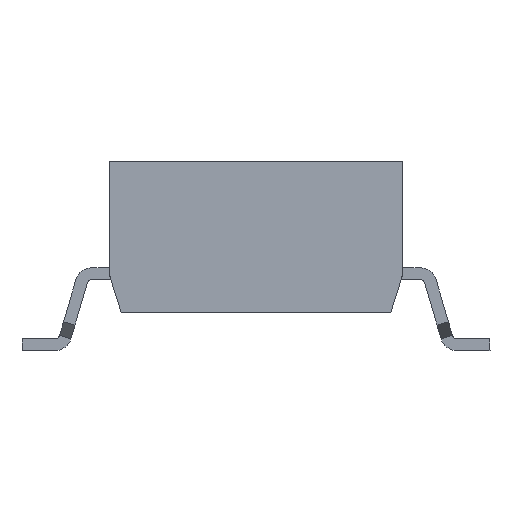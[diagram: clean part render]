
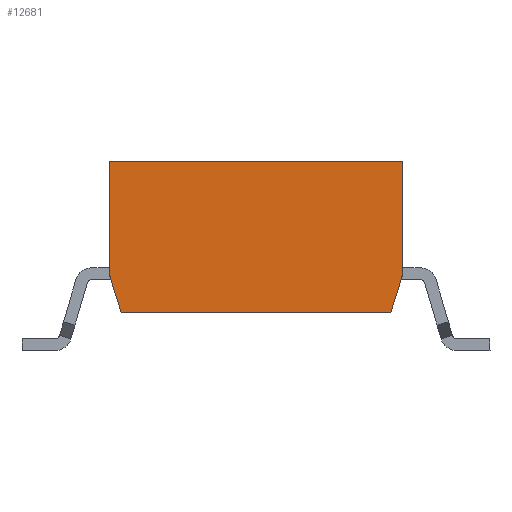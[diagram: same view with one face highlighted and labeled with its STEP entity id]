
A CAD part, left-side view. The second image highlights one B-rep face of the part: STEP entity #12681.
In plain terms, the highlighted planar face has unit normal (-1, 0, 0).
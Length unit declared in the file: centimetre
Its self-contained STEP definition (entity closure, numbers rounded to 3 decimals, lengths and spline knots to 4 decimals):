
#755=PLANE('',#13573);
#994=LINE('',#17470,#2350);
#1301=LINE('',#18197,#2657);
#1945=LINE('',#21585,#3301);
#2107=LINE('',#21913,#3463);
#2110=LINE('',#21917,#3466);
#2112=LINE('',#21921,#3468);
#2350=VECTOR('',#14412,1.);
#2657=VECTOR('',#15071,1.);
#3301=VECTOR('',#16373,1.);
#3463=VECTOR('',#16675,1.);
#3466=VECTOR('',#16680,1.);
#3468=VECTOR('',#16686,1.);
#4281=FACE_OUTER_BOUND('',#4991,.T.);
#4991=EDGE_LOOP('',(#11955,#11956,#11957,#11958,#11959,#11960));
#5523=VERTEX_POINT('',#17467);
#5524=VERTEX_POINT('',#17469);
#5767=VERTEX_POINT('',#18194);
#5768=VERTEX_POINT('',#18196);
#6359=VERTEX_POINT('',#21582);
#6360=VERTEX_POINT('',#21584);
#6842=EDGE_CURVE('',#5524,#5523,#994,.T.);
#7205=EDGE_CURVE('',#5768,#5767,#1301,.T.);
#8125=EDGE_CURVE('',#6360,#6359,#1945,.T.);
#8287=EDGE_CURVE('',#5524,#6359,#2107,.T.);
#8290=EDGE_CURVE('',#5767,#6360,#2110,.T.);
#8292=EDGE_CURVE('',#5768,#5523,#2112,.T.);
#11955=ORIENTED_EDGE('',*,*,#6842,.T.);
#11956=ORIENTED_EDGE('',*,*,#8292,.F.);
#11957=ORIENTED_EDGE('',*,*,#7205,.T.);
#11958=ORIENTED_EDGE('',*,*,#8290,.T.);
#11959=ORIENTED_EDGE('',*,*,#8125,.T.);
#11960=ORIENTED_EDGE('',*,*,#8287,.F.);
#12681=ADVANCED_FACE('',(#4281),#755,.T.);
#13573=AXIS2_PLACEMENT_3D('',#21920,#16684,#16685);
#14412=DIRECTION('',(0.,-0.298,-0.954));
#15071=DIRECTION('',(0.,-0.298,0.954));
#16373=DIRECTION('',(0.,1.,0.));
#16675=DIRECTION('',(0.,0.,1.));
#16680=DIRECTION('',(0.,0.,1.));
#16684=DIRECTION('center_axis',(-1.,0.,0.));
#16685=DIRECTION('ref_axis',(0.,0.,1.));
#16686=DIRECTION('',(0.,1.,0.));
#17467=CARTESIAN_POINT('',(-1.066,0.285,0.));
#17469=CARTESIAN_POINT('',(-1.066,0.31,0.08));
#17470=CARTESIAN_POINT('',(-1.066,0.271,-0.0447));
#18194=CARTESIAN_POINT('',(-1.066,-0.31,0.08));
#18196=CARTESIAN_POINT('',(-1.066,-0.285,0.));
#18197=CARTESIAN_POINT('',(-1.066,-0.2861,0.0036));
#21582=CARTESIAN_POINT('',(-1.066,0.31,0.32));
#21584=CARTESIAN_POINT('',(-1.066,-0.31,0.32));
#21585=CARTESIAN_POINT('',(-1.066,-0.31,0.32));
#21913=CARTESIAN_POINT('',(-1.066,0.31,0.));
#21917=CARTESIAN_POINT('',(-1.066,-0.31,0.));
#21920=CARTESIAN_POINT('Origin',(-1.066,-0.31,0.));
#21921=CARTESIAN_POINT('',(-1.066,-0.31,0.));
